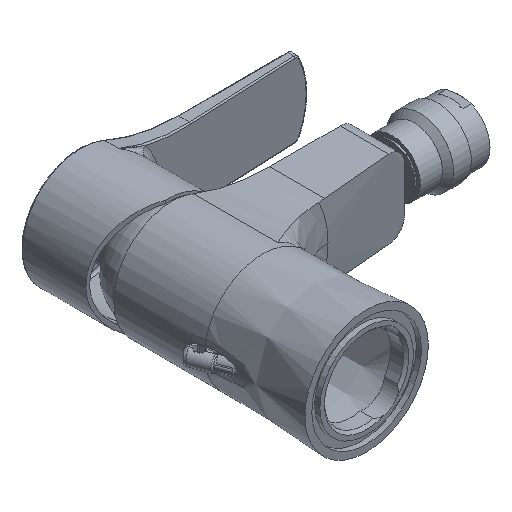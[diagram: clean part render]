
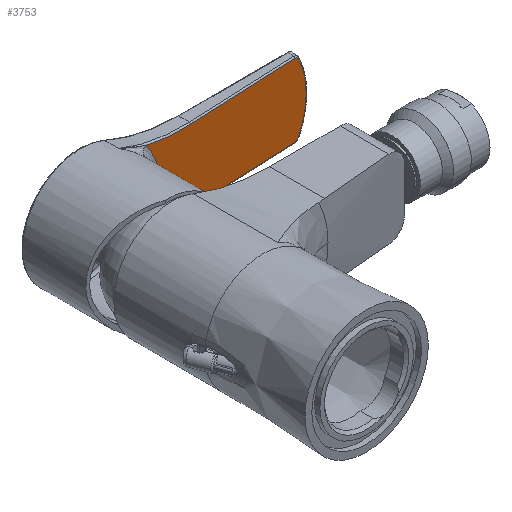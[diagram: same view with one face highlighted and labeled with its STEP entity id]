
A CAD part, isometric view. The second image highlights one B-rep face of the part: STEP entity #3753.
In plain terms, the highlighted planar face has unit normal (0.044, -0.999, 0).
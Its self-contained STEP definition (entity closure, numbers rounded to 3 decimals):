
#530 = CARTESIAN_POINT ( 'NONE',  ( 79.624, 116.218, -14. ) ) ;
#665 = CARTESIAN_POINT ( 'NONE',  ( 31.477, 114.116, 14. ) ) ;
#731 = EDGE_CURVE ( 'NONE', #7240, #29716, #10284, .T. ) ;
#966 = CARTESIAN_POINT ( 'NONE',  ( 19.391, 113.588, -16.406 ) ) ;
#1897 = CARTESIAN_POINT ( 'NONE',  ( 27.731, 113.953, -6.482 ) ) ;
#2364 = CARTESIAN_POINT ( 'NONE',  ( 85.3, 116.466, 4.736 ) ) ;
#2807 = ORIENTED_EDGE ( 'NONE', *, *, #38882, .T. ) ;
#3531 = EDGE_CURVE ( 'NONE', #11088, #14264, #45564, .T. ) ;
#3753 = ADVANCED_FACE ( 'NONE', ( #27020 ), #19181, .F. ) ;
#5187 = CARTESIAN_POINT ( 'NONE',  ( 37.652, 114.386, -14. ) ) ;
#6579 = CARTESIAN_POINT ( 'NONE',  ( 79.906, 116.231, -13.981 ) ) ;
#6685 = B_SPLINE_CURVE_WITH_KNOTS ( 'NONE', 3,
 ( #35408, #7206, #30981, #11133, #19726, #35654, #47682, #39069, #15539, #27057 ),
 .UNSPECIFIED., .F., .F.,
 ( 4, 2, 2, 2, 4 ),
 ( 0., 0., 0.001, 0.001, 0.002 ),
 .UNSPECIFIED. ) ;
#7006 = EDGE_CURVE ( 'NONE', #49790, #7240, #38316, .T. ) ;
#7206 = CARTESIAN_POINT ( 'NONE',  ( 80.927, 116.275, 13.298 ) ) ;
#7240 = VERTEX_POINT ( 'NONE', #16189 ) ;
#7879 = CARTESIAN_POINT ( 'NONE',  ( 19.391, 113.588, 16.406 ) ) ;
#9120 = CARTESIAN_POINT ( 'NONE',  ( 37.652, 114.386, 14. ) ) ;
#10284 =( BOUNDED_CURVE ( )  B_SPLINE_CURVE ( 3, ( #34732, #30818, #2364, #46762 ),
 .UNSPECIFIED., .F., .T. ) 
 B_SPLINE_CURVE_WITH_KNOTS ( ( 4, 4 ),
 ( 5.811, 6.755 ),
 .UNSPECIFIED. ) 
 CURVE ( )  GEOMETRIC_REPRESENTATION_ITEM ( )  RATIONAL_B_SPLINE_CURVE ( ( 1., 0.927, 0.927, 1. ) ) 
 REPRESENTATION_ITEM ( '' )  );
#10655 = EDGE_CURVE ( 'NONE', #29716, #24927, #6685, .T. ) ;
#10744 = CARTESIAN_POINT ( 'NONE',  ( 79.624, 116.218, -14. ) ) ;
#11088 = VERTEX_POINT ( 'NONE', #9120 ) ;
#11133 = CARTESIAN_POINT ( 'NONE',  ( 80.655, 116.263, 13.617 ) ) ;
#11634 =( BOUNDED_CURVE ( )  B_SPLINE_CURVE ( 3, ( #21475, #22008, #1897, #48900 ),
 .UNSPECIFIED., .F., .T. ) 
 B_SPLINE_CURVE_WITH_KNOTS ( ( 4, 4 ),
 ( 5.584, 6.982 ),
 .UNSPECIFIED. ) 
 CURVE ( )  GEOMETRIC_REPRESENTATION_ITEM ( )  RATIONAL_B_SPLINE_CURVE ( ( 1., 0.844, 0.844, 1. ) ) 
 REPRESENTATION_ITEM ( '' )  );
#13889 = CARTESIAN_POINT ( 'NONE',  ( 79.766, 116.224, -14. ) ) ;
#14264 = VERTEX_POINT ( 'NONE', #7879 ) ;
#15539 = CARTESIAN_POINT ( 'NONE',  ( 79.766, 116.224, 14. ) ) ;
#16189 = CARTESIAN_POINT ( 'NONE',  ( 80.991, 116.278, -13.172 ) ) ;
#16334 =( BOUNDED_CURVE ( )  B_SPLINE_CURVE ( 3, ( #966, #41199, #49548, #40937 ),
 .UNSPECIFIED., .F., .T. ) 
 B_SPLINE_CURVE_WITH_KNOTS ( ( 4, 4 ),
 ( 4.45, 4.712 ),
 .UNSPECIFIED. ) 
 CURVE ( )  GEOMETRIC_REPRESENTATION_ITEM ( )  RATIONAL_B_SPLINE_CURVE ( ( 1., 0.994, 0.994, 1. ) ) 
 REPRESENTATION_ITEM ( '' )  );
#16774 = EDGE_CURVE ( 'NONE', #14264, #26715, #11634, .T. ) ;
#16853 = CARTESIAN_POINT ( 'NONE',  ( 25.355, 113.849, 14.807 ) ) ;
#16972 = LINE ( 'NONE', #24810, #37845 ) ;
#17531 = EDGE_LOOP ( 'NONE', ( #30424, #37616, #2807, #36197, #43020, #31330, #28420, #25864 ) ) ;
#18032 = CARTESIAN_POINT ( 'NONE',  ( 80.991, 116.278, 13.172 ) ) ;
#19181 = PLANE ( 'NONE',  #43012 ) ;
#19726 = CARTESIAN_POINT ( 'NONE',  ( 80.543, 116.258, 13.707 ) ) ;
#21416 = DIRECTION ( 'NONE',  ( -0.999, -0.044, 0. ) ) ;
#21475 = CARTESIAN_POINT ( 'NONE',  ( 19.391, 113.588, 16.406 ) ) ;
#21684 = LINE ( 'NONE', #29516, #49542 ) ;
#22008 = CARTESIAN_POINT ( 'NONE',  ( 27.731, 113.953, 6.482 ) ) ;
#22506 = CARTESIAN_POINT ( 'NONE',  ( 80.545, 116.258, -13.706 ) ) ;
#24810 = CARTESIAN_POINT ( 'NONE',  ( 79.523, 116.214, -14. ) ) ;
#24927 = VERTEX_POINT ( 'NONE', #50638 ) ;
#25638 = CARTESIAN_POINT ( 'NONE',  ( 80.175, 116.242, -13.906 ) ) ;
#25864 = ORIENTED_EDGE ( 'NONE', *, *, #27860, .T. ) ;
#25914 = CARTESIAN_POINT ( 'NONE',  ( 80.991, 116.278, -13.172 ) ) ;
#26715 = VERTEX_POINT ( 'NONE', #50389 ) ;
#27020 = FACE_OUTER_BOUND ( 'NONE', #17531, .T. ) ;
#27057 = CARTESIAN_POINT ( 'NONE',  ( 79.624, 116.218, 14. ) ) ;
#27860 = EDGE_CURVE ( 'NONE', #24927, #11088, #21684, .T. ) ;
#28420 = ORIENTED_EDGE ( 'NONE', *, *, #10655, .T. ) ;
#29516 = CARTESIAN_POINT ( 'NONE',  ( 37.63, 114.385, 14. ) ) ;
#29716 = VERTEX_POINT ( 'NONE', #18032 ) ;
#29825 = CARTESIAN_POINT ( 'NONE',  ( 80.655, 116.263, -13.617 ) ) ;
#30424 = ORIENTED_EDGE ( 'NONE', *, *, #3531, .T. ) ;
#30818 = CARTESIAN_POINT ( 'NONE',  ( 85.3, 116.466, -4.736 ) ) ;
#30981 = CARTESIAN_POINT ( 'NONE',  ( 80.845, 116.272, 13.413 ) ) ;
#31330 = ORIENTED_EDGE ( 'NONE', *, *, #731, .T. ) ;
#34732 = CARTESIAN_POINT ( 'NONE',  ( 80.991, 116.278, -13.172 ) ) ;
#35120 = CARTESIAN_POINT ( 'NONE',  ( 85., 116.453, 22.014 ) ) ;
#35374 = DIRECTION ( 'NONE',  ( 0.999, 0.044, 0. ) ) ;
#35408 = CARTESIAN_POINT ( 'NONE',  ( 80.991, 116.278, 13.172 ) ) ;
#35654 = CARTESIAN_POINT ( 'NONE',  ( 80.304, 116.248, 13.851 ) ) ;
#36197 = ORIENTED_EDGE ( 'NONE', *, *, #49699, .T. ) ;
#36324 = DIRECTION ( 'NONE',  ( 0.999, 0.044, 0. ) ) ;
#37400 = CARTESIAN_POINT ( 'NONE',  ( 80.306, 116.248, -13.85 ) ) ;
#37616 = ORIENTED_EDGE ( 'NONE', *, *, #16774, .T. ) ;
#37845 = VECTOR ( 'NONE', #36324, 1000. ) ;
#38177 = CARTESIAN_POINT ( 'NONE',  ( 80.847, 116.272, -13.412 ) ) ;
#38316 = B_SPLINE_CURVE_WITH_KNOTS ( 'NONE', 3,
 ( #10744, #13889, #6579, #25638, #37400, #22506, #29825, #38177, #46277, #25914 ),
 .UNSPECIFIED., .F., .F.,
 ( 4, 2, 2, 2, 4 ),
 ( 0., 0., 0.001, 0.001, 0.002 ),
 .UNSPECIFIED. ) ;
#38882 = EDGE_CURVE ( 'NONE', #26715, #41606, #16334, .T. ) ;
#39069 = CARTESIAN_POINT ( 'NONE',  ( 79.904, 116.23, 13.981 ) ) ;
#40631 = CARTESIAN_POINT ( 'NONE',  ( 37.652, 114.386, 14. ) ) ;
#40937 = CARTESIAN_POINT ( 'NONE',  ( 37.652, 114.386, -14. ) ) ;
#41199 = CARTESIAN_POINT ( 'NONE',  ( 25.355, 113.849, -14.807 ) ) ;
#41606 = VERTEX_POINT ( 'NONE', #5187 ) ;
#43012 = AXIS2_PLACEMENT_3D ( 'NONE', #35120, #51294, #35374 ) ;
#43020 = ORIENTED_EDGE ( 'NONE', *, *, #7006, .T. ) ;
#45564 =( BOUNDED_CURVE ( )  B_SPLINE_CURVE ( 3, ( #40631, #665, #16853, #48470 ),
 .UNSPECIFIED., .F., .T. ) 
 B_SPLINE_CURVE_WITH_KNOTS ( ( 4, 4 ),
 ( 1.571, 1.833 ),
 .UNSPECIFIED. ) 
 CURVE ( )  GEOMETRIC_REPRESENTATION_ITEM ( )  RATIONAL_B_SPLINE_CURVE ( ( 1., 0.994, 0.994, 1. ) ) 
 REPRESENTATION_ITEM ( '' )  );
#46277 = CARTESIAN_POINT ( 'NONE',  ( 80.927, 116.275, -13.298 ) ) ;
#46762 = CARTESIAN_POINT ( 'NONE',  ( 80.991, 116.278, 13.172 ) ) ;
#47682 = CARTESIAN_POINT ( 'NONE',  ( 80.174, 116.242, 13.907 ) ) ;
#48470 = CARTESIAN_POINT ( 'NONE',  ( 19.391, 113.588, 16.406 ) ) ;
#48900 = CARTESIAN_POINT ( 'NONE',  ( 19.391, 113.588, -16.406 ) ) ;
#49542 = VECTOR ( 'NONE', #21416, 1000. ) ;
#49548 = CARTESIAN_POINT ( 'NONE',  ( 31.477, 114.116, -14. ) ) ;
#49699 = EDGE_CURVE ( 'NONE', #41606, #49790, #16972, .T. ) ;
#49790 = VERTEX_POINT ( 'NONE', #530 ) ;
#50389 = CARTESIAN_POINT ( 'NONE',  ( 19.391, 113.588, -16.406 ) ) ;
#50638 = CARTESIAN_POINT ( 'NONE',  ( 79.624, 116.218, 14. ) ) ;
#51294 = DIRECTION ( 'NONE',  ( -0.044, 0.999, 0. ) ) ;
